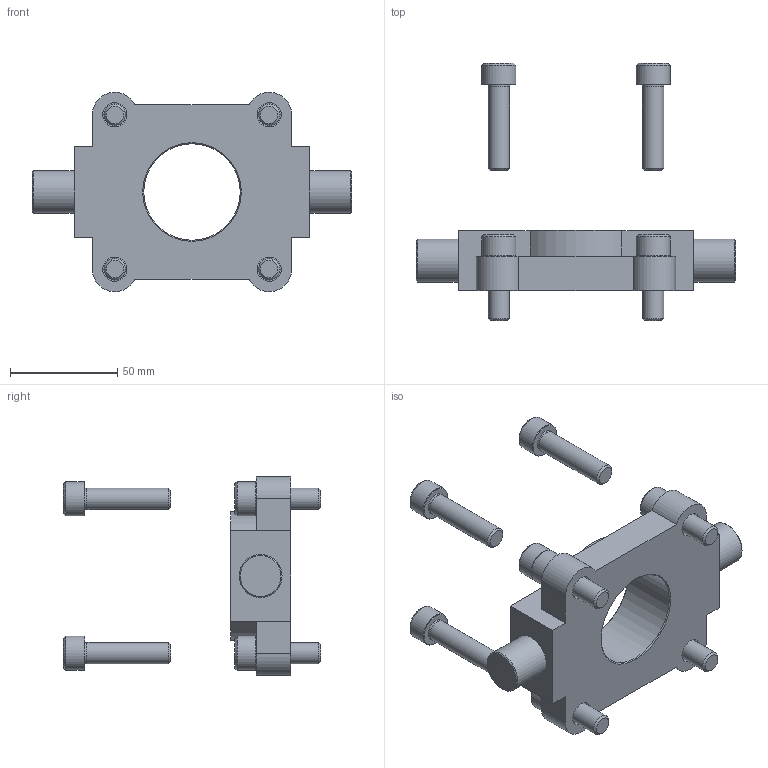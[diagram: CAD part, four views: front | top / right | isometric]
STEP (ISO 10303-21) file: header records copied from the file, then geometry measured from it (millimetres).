
FILE_DESCRIPTION(/* description */ ('STEP AP214'),/* implementation_level */ '2;1');
FILE_NAME(/* name */ '161856_CRZNG-80',/* time_stamp */ '2024-08-06T14:31:19+02:00',/* author */ ('License CC BY-ND 4.0'),/* organization */ ('CADENAS'),/* preprocessor_version */ 'ST-DEVELOPER v19.3',/* originating_system */ 'PARTsolutions',/* authorisation */ ' ');
FILE_SCHEMA (('AUTOMOTIVE_DESIGN {1 0 10303 214 3 1 1}'));
Length unit declared in the file: millimetre
Products named in the file (4): 161856 CRZNG-80; 161856 CRZNG-80---(S); DIN-912 - M10x30(F); DIN-912 - M10x40(F)
Assembly tree (9 placements, depth 2):
  161856 CRZNG-80
    161856 CRZNG-80---(S)
    DIN-912 - M10x30(F)  x4
    DIN-912 - M10x40(F)  x4
Bounding box: 149 x 120 x 92.95 mm (x, y, z)
Volume: 195809.4 mm3; surface area: 48572.9 mm2
Topology: 9 solids, 9 shells, 259 faces, 510 edges, 279 vertices
Faces by surface type: plane 138, cone 92, cylinder 29
Full cylindrical faces by diameter (mm): 10 x8, 11.3 x4, 16 x8, 20 x2, 45 x1
Entity records: 2464 total; most frequent: CARTESIAN_POINT 435, DIRECTION 426, ORIENTED_EDGE 332, AXIS2_PLACEMENT_3D 171, EDGE_CURVE 166, FACE_BOUND 132, EDGE_LOOP 130, VERTEX_POINT 112
